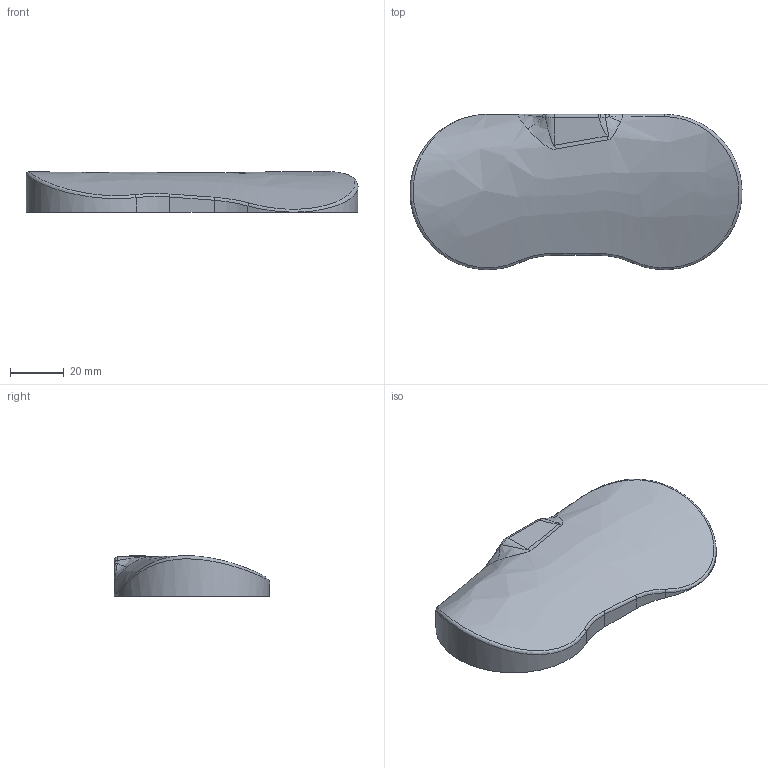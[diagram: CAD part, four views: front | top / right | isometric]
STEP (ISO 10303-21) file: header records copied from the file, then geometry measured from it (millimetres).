
FILE_DESCRIPTION(/* description */ (''),/* implementation_level */ '2;1');
FILE_NAME(/* name */ 'OSSM - Remote Reimagined - Bottom - Smooth.step',/* time_stamp */ '2024-09-07T21:05:14-04:00',/* author */ (''),/* organization */ (''),/* preprocessor_version */ 'ST-DEVELOPER v20',/* originating_system */ 'Autodesk Translation Framework v13.14.0.145',/* authorisation */ '');
FILE_SCHEMA (('AUTOMOTIVE_DESIGN { 1 0 10303 214 3 1 1 }'));
Length unit declared in the file: millimetre
Products named in the file (1): OSSM - Remote Reimagined - Bottom - Smooth
Bounding box: 123.98 x 57.99 x 15.18 mm (x, y, z)
Volume: 61480.3 mm3; surface area: 17190.4 mm2
Topology: 1 solids, 1 shells, 116 faces, 298 edges, 188 vertices
Faces by surface type: cylinder 56, plane 27, bspline 24, cone 8, torus 1
Full cylindrical faces by diameter (mm): 3.332 x8, 4.109 x6, 30 x2
Entity records: 7005 total; most frequent: CARTESIAN_POINT 4458, ORIENTED_EDGE 596, DIRECTION 398, EDGE_CURVE 298, VERTEX_POINT 188, AXIS2_PLACEMENT_3D 144, B_SPLINE_CURVE_WITH_KNOTS 137, EDGE_LOOP 120
